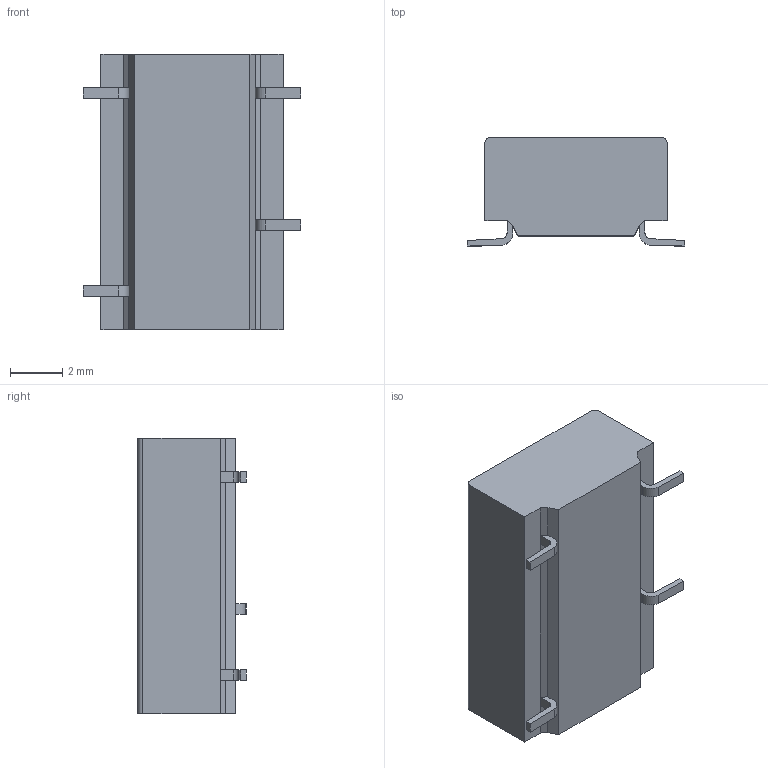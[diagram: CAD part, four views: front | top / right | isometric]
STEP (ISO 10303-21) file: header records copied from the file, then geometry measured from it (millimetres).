
FILE_DESCRIPTION(/* description */ (''),/* implementation_level */ '2;1');
FILE_NAME(/* name */ 'Part9_MIR.stp',/* time_stamp */ '2019-12-13T17:54:07+04:00',/* author */ ('Luka'),/* organization */ (''),/* preprocessor_version */ 'ST-DEVELOPER v17',/* originating_system */ 'Autodesk Inventor 2019',/* authorisation */ '');
FILE_SCHEMA (('AUTOMOTIVE_DESIGN { 1 0 10303 214 3 1 1 }'));
Length unit declared in the file: millimetre
Products named in the file (1): Part9_MIR
Bounding box: 8.35 x 4.17 x 10.6 mm (x, y, z)
Volume: 267 mm3; surface area: 282 mm2
Topology: 1 solids, 1 shells, 54 faces, 140 edges, 88 vertices
Faces by surface type: plane 44, cylinder 10
Entity records: 1655 total; most frequent: CARTESIAN_POINT 283, ORIENTED_EDGE 280, DIRECTION 270, EDGE_CURVE 140, LINE 120, VECTOR 120, VERTEX_POINT 88, AXIS2_PLACEMENT_3D 75
